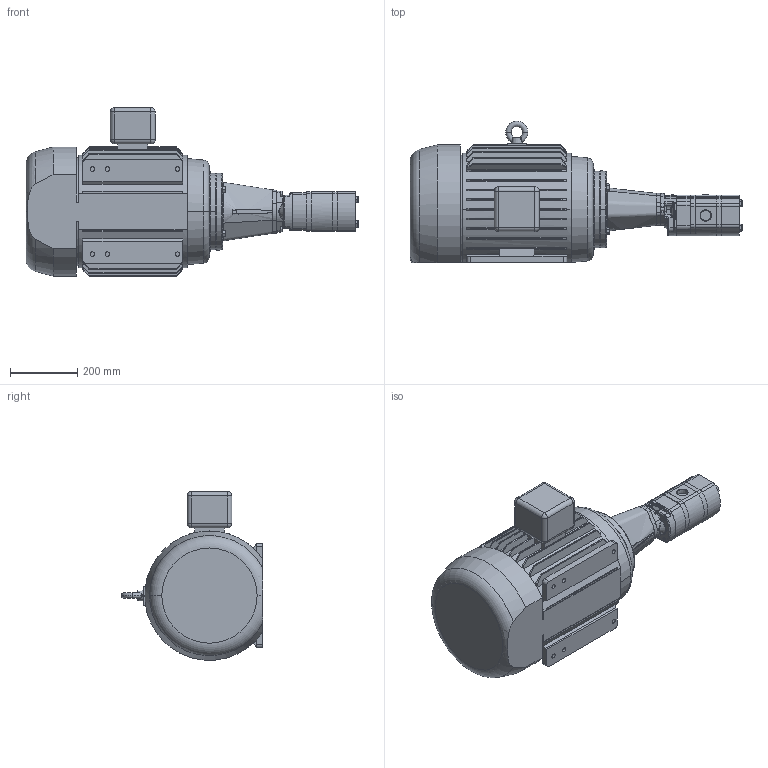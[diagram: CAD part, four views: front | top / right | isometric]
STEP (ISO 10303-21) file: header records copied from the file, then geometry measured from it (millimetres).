
FILE_DESCRIPTION (( 'STEP AP214' ), '1' );
FILE_NAME ('GPV-0712-04.STEP', '2020-02-19T19:15:31', ( '' ), ( '' ), 'SwSTEP 2.0', 'SolidWorks 2018', '' );
FILE_SCHEMA (( 'AUTOMOTIVE_DESIGN' ));
Length unit declared in the file: inch
Products named in the file (1): GPV-0712-04
Bounding box: 990.89 x 421.73 x 503.17 mm (x, y, z)
Volume: 60270665.5 mm3; surface area: 1591836.1 mm2
Topology: 1 solids, 1 shells, 1244 faces, 3420 edges, 2348 vertices
Faces by surface type: plane 562, cylinder 298, bspline 197, cone 151, sphere 20, torus 16
Entity records: 65994 total; most frequent: CARTESIAN_POINT 24802, ORIENTED_EDGE 6806, DIRECTION 5386, EDGE_CURVE 3403, VERTEX_POINT 2348, AXIS2_PLACEMENT_3D 1851, LINE 1684, VECTOR 1684
